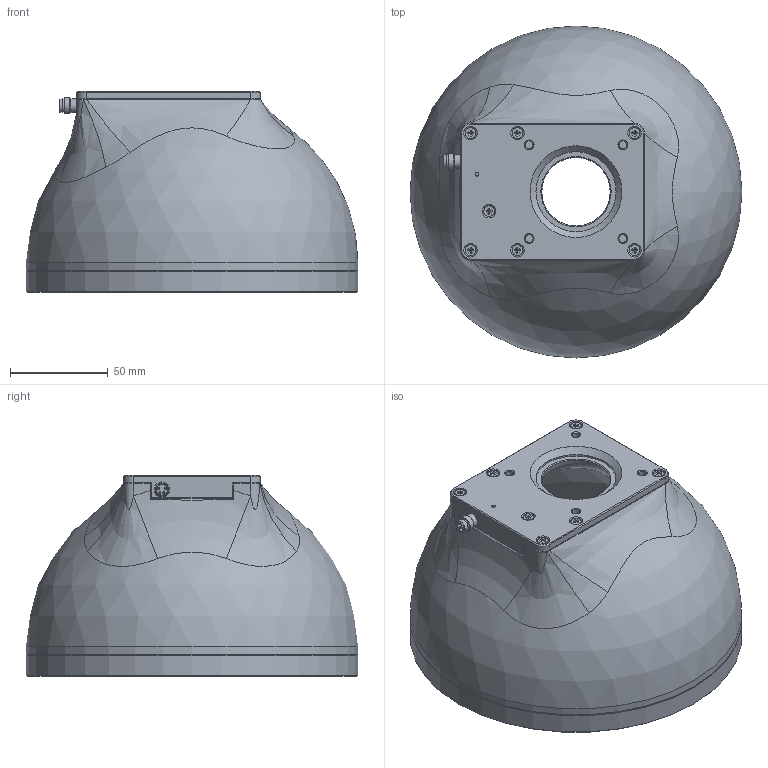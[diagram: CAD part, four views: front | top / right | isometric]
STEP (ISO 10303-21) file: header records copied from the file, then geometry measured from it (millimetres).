
FILE_DESCRIPTION(/* description */ ('Unknown'),/* implementation_level */ '2;1');
FILE_NAME(/* name */ 'DL1-120-Customers',/* time_stamp */ '2025-01-29T16:34:31+01:00',/* author */ ('Unknown'),/* organization */ ('Smartview s. r. o.'),/* preprocessor_version */ 'ST-DEVELOPER v18.1',/* originating_system */ 'Solid Edge',/* authorisation */ 'Unknown');
FILE_SCHEMA (('AUTOMOTIVE_DESIGN {1 0 10303 214 3 1 1}'));
Length unit declared in the file: millimetre
Products named in the file (1): DL1-120-Customers
Bounding box: 170 x 170 x 103.3 mm (x, y, z)
Volume: 485518.6 mm3; surface area: 122797.8 mm2
Topology: 1 solids, 1 shells, 686 faces, 1416 edges, 787 vertices
Faces by surface type: plane 563, cylinder 49, cone 41, torus 18, bspline 13, sphere 2
Full cylindrical faces by diameter (mm): 1 x3, 1.002 x1, 2 x3, 4 x4, 5 x4, 5.5 x15, 5.6 x1, 6.2 x1, 6.8 x1, 6.804 x1, 7 x1, 8 x1, 41 x1, 120 x1, 122.39 x1, 122.8 x1, 156.99 x1, 170 x2
Entity records: 21910 total; most frequent: CARTESIAN_POINT 3577, DIRECTION 2762, ORIENTED_EDGE 2526, EDGE_CURVE 1263, LINE 1068, VECTOR 1068, AXIS2_PLACEMENT_3D 847, EDGE_LOOP 840
